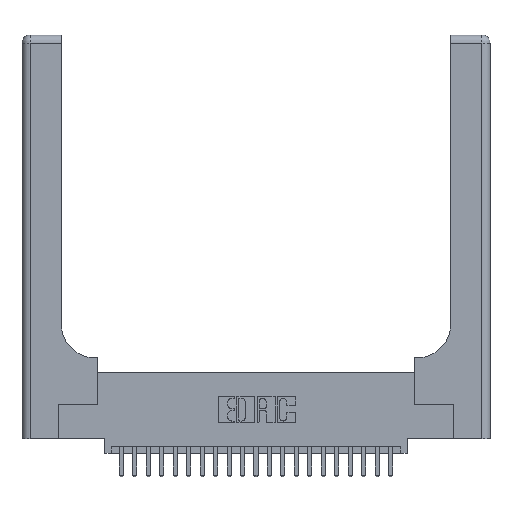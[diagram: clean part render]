
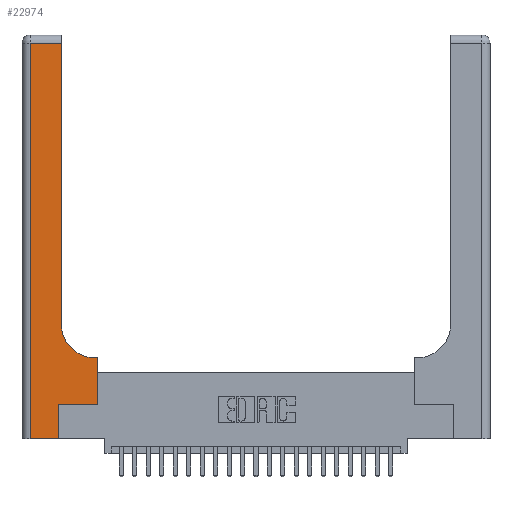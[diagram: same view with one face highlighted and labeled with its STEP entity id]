
A CAD part, top view. The second image highlights one B-rep face of the part: STEP entity #22974.
In plain terms, the highlighted planar face has unit normal (0, 0, 1).
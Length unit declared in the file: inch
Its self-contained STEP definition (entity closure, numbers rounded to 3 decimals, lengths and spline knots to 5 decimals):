
#236 = DIRECTION ( 'NONE',  ( 0., 1., 0. ) ) ;
#282 = VECTOR ( 'NONE', #4708, 39.37008 ) ;
#469 = DIRECTION ( 'NONE',  ( 0., -1., 0. ) ) ;
#572 = CARTESIAN_POINT ( 'NONE',  ( 0.2915, 3., 0.37 ) ) ;
#872 = LINE ( 'NONE', #17462, #13365 ) ;
#1115 = VERTEX_POINT ( 'NONE', #10195 ) ;
#1293 = VERTEX_POINT ( 'NONE', #16576 ) ;
#1394 = VECTOR ( 'NONE', #13727, 39.37008 ) ;
#1754 = VECTOR ( 'NONE', #15863, 39.37008 ) ;
#2064 = CARTESIAN_POINT ( 'NONE',  ( 0.06, 2.94, 0.37 ) ) ;
#2776 = DIRECTION ( 'NONE',  ( 0., 0., -1. ) ) ;
#2909 = VERTEX_POINT ( 'NONE', #4162 ) ;
#3045 = EDGE_CURVE ( 'NONE', #2909, #10986, #16951, .T. ) ;
#3367 = VERTEX_POINT ( 'NONE', #2064 ) ;
#3451 = VECTOR ( 'NONE', #236, 39.37008 ) ;
#4162 = CARTESIAN_POINT ( 'NONE',  ( 0.5415, 0.6, 0.37 ) ) ;
#4254 = EDGE_CURVE ( 'NONE', #1115, #22251, #11763, .T. ) ;
#4282 = EDGE_CURVE ( 'NONE', #12650, #15531, #15072, .T. ) ;
#4708 = DIRECTION ( 'NONE',  ( 1., 0., 0. ) ) ;
#5061 = VECTOR ( 'NONE', #469, 39.37008 ) ;
#5278 = ORIENTED_EDGE ( 'NONE', *, *, #3045, .T. ) ;
#6423 = CARTESIAN_POINT ( 'NONE',  ( 0.269, 0., 0.37 ) ) ;
#6538 = CARTESIAN_POINT ( 'NONE',  ( 0.06, 3., 0.37 ) ) ;
#6778 = LINE ( 'NONE', #6423, #1754 ) ;
#7266 = CARTESIAN_POINT ( 'NONE',  ( 0.5585, 0.6, 0.37 ) ) ;
#7343 = EDGE_CURVE ( 'NONE', #3367, #12650, #20900, .T. ) ;
#7387 = VERTEX_POINT ( 'NONE', #15413 ) ;
#8140 = CARTESIAN_POINT ( 'NONE',  ( 0.5585, 0.25, 0.37 ) ) ;
#8573 = EDGE_CURVE ( 'NONE', #15531, #7387, #6778, .T. ) ;
#9044 = FACE_OUTER_BOUND ( 'NONE', #13934, .T. ) ;
#9614 = EDGE_CURVE ( 'NONE', #22251, #2909, #13353, .T. ) ;
#9809 = CARTESIAN_POINT ( 'NONE',  ( 0., 0., 0.37 ) ) ;
#9899 = DIRECTION ( 'NONE',  ( -1., 0., 0. ) ) ;
#10127 = DIRECTION ( 'NONE',  ( 0., 1., 0. ) ) ;
#10195 = CARTESIAN_POINT ( 'NONE',  ( 0.5585, 0.25, 0.37 ) ) ;
#10220 = ORIENTED_EDGE ( 'NONE', *, *, #4282, .T. ) ;
#10986 = VERTEX_POINT ( 'NONE', #22654 ) ;
#11233 = CARTESIAN_POINT ( 'NONE',  ( 0.06, 0., 0.37 ) ) ;
#11544 = DIRECTION ( 'NONE',  ( 0., 0., -1. ) ) ;
#11763 = LINE ( 'NONE', #8140, #3451 ) ;
#11847 = ORIENTED_EDGE ( 'NONE', *, *, #9614, .T. ) ;
#12468 = AXIS2_PLACEMENT_3D ( 'NONE', #16052, #2776, #17634 ) ;
#12650 = VERTEX_POINT ( 'NONE', #11233 ) ;
#13100 = ORIENTED_EDGE ( 'NONE', *, *, #4254, .T. ) ;
#13147 = PLANE ( 'NONE',  #17118 ) ;
#13316 = EDGE_CURVE ( 'NONE', #10986, #1293, #23719, .T. ) ;
#13353 = LINE ( 'NONE', #20635, #20868 ) ;
#13365 = VECTOR ( 'NONE', #9899, 39.37008 ) ;
#13506 = VECTOR ( 'NONE', #10127, 39.37008 ) ;
#13683 = ORIENTED_EDGE ( 'NONE', *, *, #20128, .T. ) ;
#13727 = DIRECTION ( 'NONE',  ( 1., 0., 0. ) ) ;
#13934 = EDGE_LOOP ( 'NONE', ( #18360, #16352, #24593, #10220, #16149, #13683, #13100, #11847, #5278 ) ) ;
#15072 = LINE ( 'NONE', #9809, #1394 ) ;
#15413 = CARTESIAN_POINT ( 'NONE',  ( 0.269, 0.25, 0.37 ) ) ;
#15512 = LINE ( 'NONE', #21835, #282 ) ;
#15531 = VERTEX_POINT ( 'NONE', #21351 ) ;
#15863 = DIRECTION ( 'NONE',  ( 0., 1., 0. ) ) ;
#16052 = CARTESIAN_POINT ( 'NONE',  ( 0.5415, 0.85, 0.37 ) ) ;
#16149 = ORIENTED_EDGE ( 'NONE', *, *, #8573, .T. ) ;
#16352 = ORIENTED_EDGE ( 'NONE', *, *, #21055, .T. ) ;
#16576 = CARTESIAN_POINT ( 'NONE',  ( 0.2915, 2.94, 0.37 ) ) ;
#16951 = CIRCLE ( 'NONE', #12468, 0.25 ) ;
#17024 = CARTESIAN_POINT ( 'NONE',  ( 0., 3., 0.37 ) ) ;
#17118 = AXIS2_PLACEMENT_3D ( 'NONE', #17024, #11544, #18850 ) ;
#17462 = CARTESIAN_POINT ( 'NONE',  ( 0., 2.94, 0.37 ) ) ;
#17634 = DIRECTION ( 'NONE',  ( 1., 0., 0. ) ) ;
#18360 = ORIENTED_EDGE ( 'NONE', *, *, #13316, .T. ) ;
#18850 = DIRECTION ( 'NONE',  ( -1., 0., 0. ) ) ;
#20091 = DIRECTION ( 'NONE',  ( -1., 0., 0. ) ) ;
#20128 = EDGE_CURVE ( 'NONE', #7387, #1115, #15512, .T. ) ;
#20635 = CARTESIAN_POINT ( 'NONE',  ( 0.2915, 0.6, 0.37 ) ) ;
#20868 = VECTOR ( 'NONE', #20091, 39.37008 ) ;
#20900 = LINE ( 'NONE', #6538, #5061 ) ;
#21055 = EDGE_CURVE ( 'NONE', #1293, #3367, #872, .T. ) ;
#21351 = CARTESIAN_POINT ( 'NONE',  ( 0.269, 0., 0.37 ) ) ;
#21835 = CARTESIAN_POINT ( 'NONE',  ( 0.269, 0.25, 0.37 ) ) ;
#22251 = VERTEX_POINT ( 'NONE', #7266 ) ;
#22654 = CARTESIAN_POINT ( 'NONE',  ( 0.2915, 0.85, 0.37 ) ) ;
#22974 = ADVANCED_FACE ( 'NONE', ( #9044 ), #13147, .F. ) ;
#23719 = LINE ( 'NONE', #572, #13506 ) ;
#24593 = ORIENTED_EDGE ( 'NONE', *, *, #7343, .T. ) ;
